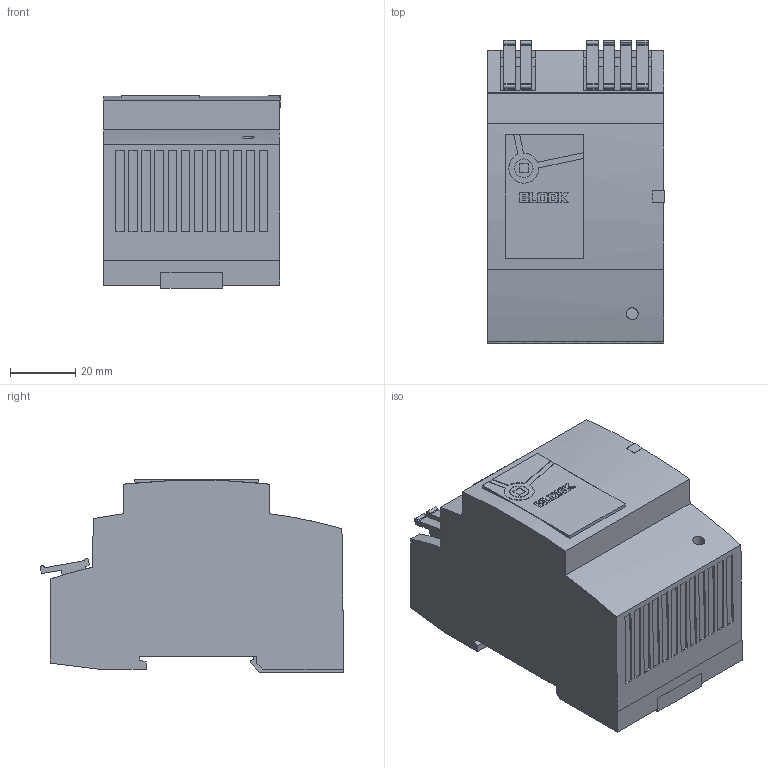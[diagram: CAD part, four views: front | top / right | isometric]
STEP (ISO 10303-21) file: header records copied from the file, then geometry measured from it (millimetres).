
FILE_DESCRIPTION (( 'STEP AP214' ), '1' );
FILE_NAME ('343733.STEP', '2021-03-17T16:11:28', ( '' ), ( '' ), 'SwSTEP 2.0', 'SolidWorks 2018', '' );
FILE_SCHEMA (( 'AUTOMOTIVE_DESIGN' ));
Length unit declared in the file: millimetre
Products named in the file (1): 343733
Bounding box: 54.1 x 92.88 x 59.1 mm (x, y, z)
Volume: 230229.5 mm3; surface area: 26590.4 mm2
Topology: 1 solids, 1 shells, 411 faces, 1101 edges, 734 vertices
Faces by surface type: plane 345, cylinder 42, bspline 24
Entity records: 13317 total; most frequent: CARTESIAN_POINT 3057, ORIENTED_EDGE 2202, DIRECTION 1917, EDGE_CURVE 1101, VECTOR 961, LINE 961, VERTEX_POINT 734, AXIS2_PLACEMENT_3D 478
